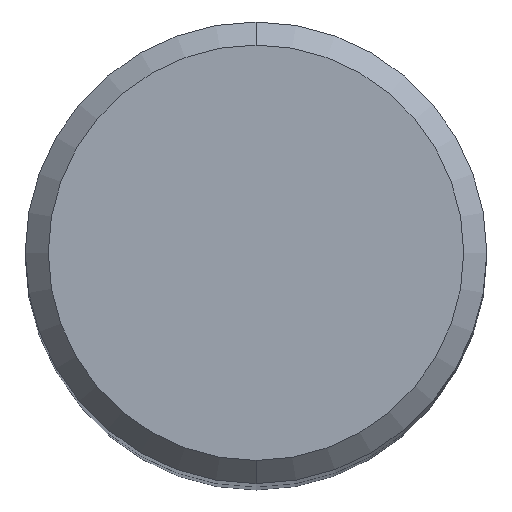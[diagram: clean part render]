
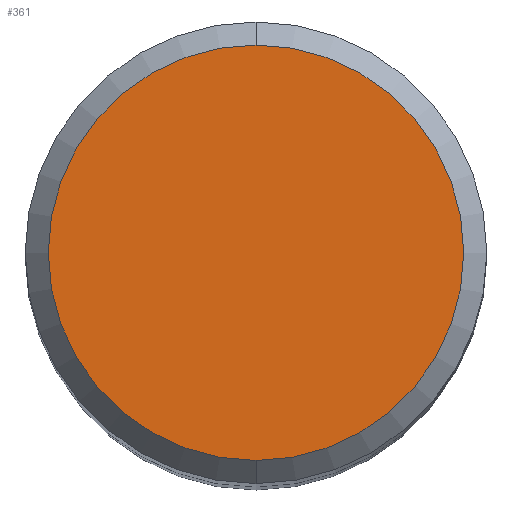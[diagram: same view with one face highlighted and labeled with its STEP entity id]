
A CAD part, top view. The second image highlights one B-rep face of the part: STEP entity #361.
In plain terms, the highlighted planar face has unit normal (0, 0, 1).
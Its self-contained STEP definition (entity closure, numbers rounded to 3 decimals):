
#169=EDGE_CURVE('',#301,#271,#460,.T.);
#271=VERTEX_POINT('',#579);
#301=VERTEX_POINT('',#611);
#331=EDGE_CURVE('',#271,#301,#641,.T.);
#361=ADVANCED_FACE('',(#673),#674,.T.);
#460=CIRCLE('',#772,4.5);
#579=CARTESIAN_POINT('',(0.0,4.5,0.));
#611=CARTESIAN_POINT('',(0.,-4.5,0.));
#641=CIRCLE('',#1198,4.5);
#673=FACE_OUTER_BOUND('',#1237,.T.);
#674=PLANE('',#1238);
#772=AXIS2_PLACEMENT_3D('',#1413,#1414,#1415);
#1198=AXIS2_PLACEMENT_3D('',#1619,#1620,#1621);
#1237=EDGE_LOOP('',(#1645,#1646));
#1238=AXIS2_PLACEMENT_3D('',#1647,#1648,#1649);
#1413=CARTESIAN_POINT('',(0.0,0.0,0.));
#1414=DIRECTION('',(0.0,0.0,-1.0));
#1415=DIRECTION('',(0.0,1.0,0.0));
#1619=CARTESIAN_POINT('',(0.0,0.0,0.));
#1620=DIRECTION('',(0.0,0.0,-1.0));
#1621=DIRECTION('',(0.0,1.0,0.0));
#1645=ORIENTED_EDGE('',*,*,#331,.F.);
#1646=ORIENTED_EDGE('',*,*,#169,.F.);
#1647=CARTESIAN_POINT('',(0.0,2.25,0.));
#1648=DIRECTION('',(-0.0,0.0,1.0));
#1649=DIRECTION('',(0.0,-1.0,0.0));
